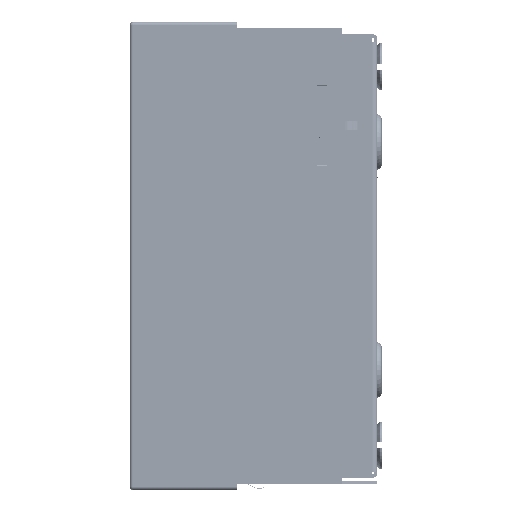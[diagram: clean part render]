
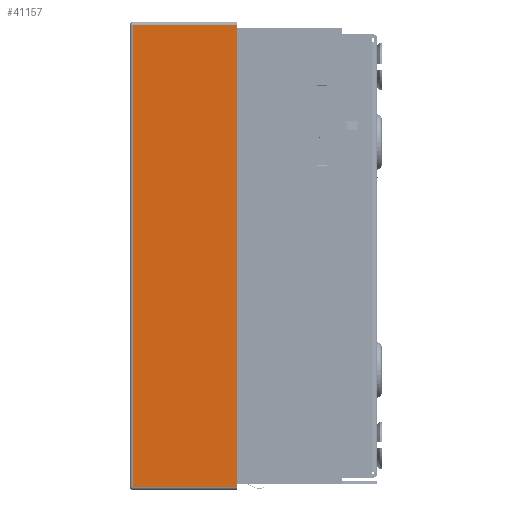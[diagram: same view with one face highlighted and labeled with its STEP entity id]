
A CAD part, left-side view. The second image highlights one B-rep face of the part: STEP entity #41157.
In plain terms, the highlighted face is planar.
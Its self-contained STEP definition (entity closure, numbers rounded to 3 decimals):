
#7373 = EDGE_CURVE ( 'NONE', #124339, #170983, #11472, .T. ) ;
#8236 = VECTOR ( 'NONE', #77753, 1000. ) ;
#9523 = DIRECTION ( 'NONE',  ( 0., 0., 1. ) ) ;
#11472 = LINE ( 'NONE', #143918, #42839 ) ;
#13996 = DIRECTION ( 'NONE',  ( 0., 0., -1. ) ) ;
#16814 = CARTESIAN_POINT ( 'NONE',  ( 71.75, -33., -71.75 ) ) ;
#36359 = CARTESIAN_POINT ( 'NONE',  ( 71.75, -1., -70.75 ) ) ;
#38134 = ORIENTED_EDGE ( 'NONE', *, *, #96899, .T. ) ;
#41157 = ADVANCED_FACE ( 'NONE', ( #137009 ), #169046, .T. ) ;
#41316 = DIRECTION ( 'NONE',  ( 0., 1., 0. ) ) ;
#42839 = VECTOR ( 'NONE', #41316, 1000. ) ;
#45026 = VECTOR ( 'NONE', #13996, 1000. ) ;
#61778 = EDGE_CURVE ( 'NONE', #170983, #118822, #90151, .T. ) ;
#69757 = DIRECTION ( 'NONE',  ( 0., 0., -1. ) ) ;
#74756 = VERTEX_POINT ( 'NONE', #175465 ) ;
#77753 = DIRECTION ( 'NONE',  ( 0., -1., 0. ) ) ;
#84692 = CARTESIAN_POINT ( 'NONE',  ( 71.75, -33., -70.75 ) ) ;
#90151 = LINE ( 'NONE', #124297, #187194 ) ;
#96899 = EDGE_CURVE ( 'NONE', #118822, #74756, #198000, .T. ) ;
#99193 = ORIENTED_EDGE ( 'NONE', *, *, #105197, .T. ) ;
#105197 = EDGE_CURVE ( 'NONE', #74756, #124339, #111142, .T. ) ;
#111142 = LINE ( 'NONE', #147481, #45026 ) ;
#118822 = VERTEX_POINT ( 'NONE', #185439 ) ;
#120475 = DIRECTION ( 'NONE',  ( 1., 0., 0. ) ) ;
#124297 = CARTESIAN_POINT ( 'NONE',  ( 71.75, -1., -71.75 ) ) ;
#124339 = VERTEX_POINT ( 'NONE', #84692 ) ;
#128403 = CARTESIAN_POINT ( 'NONE',  ( 71.75, -33., 70.75 ) ) ;
#137009 = FACE_OUTER_BOUND ( 'NONE', #208254, .T. ) ;
#143918 = CARTESIAN_POINT ( 'NONE',  ( 71.75, -33., -70.75 ) ) ;
#146820 = AXIS2_PLACEMENT_3D ( 'NONE', #16814, #120475, #69757 ) ;
#147107 = ORIENTED_EDGE ( 'NONE', *, *, #61778, .T. ) ;
#147481 = CARTESIAN_POINT ( 'NONE',  ( 71.75, -33., -71.75 ) ) ;
#169046 = PLANE ( 'NONE',  #146820 ) ;
#170983 = VERTEX_POINT ( 'NONE', #36359 ) ;
#175465 = CARTESIAN_POINT ( 'NONE',  ( 71.75, -33., 70.75 ) ) ;
#185439 = CARTESIAN_POINT ( 'NONE',  ( 71.75, -1., 70.75 ) ) ;
#187194 = VECTOR ( 'NONE', #9523, 1000. ) ;
#198000 = LINE ( 'NONE', #128403, #8236 ) ;
#207090 = ORIENTED_EDGE ( 'NONE', *, *, #7373, .T. ) ;
#208254 = EDGE_LOOP ( 'NONE', ( #99193, #207090, #147107, #38134 ) ) ;
